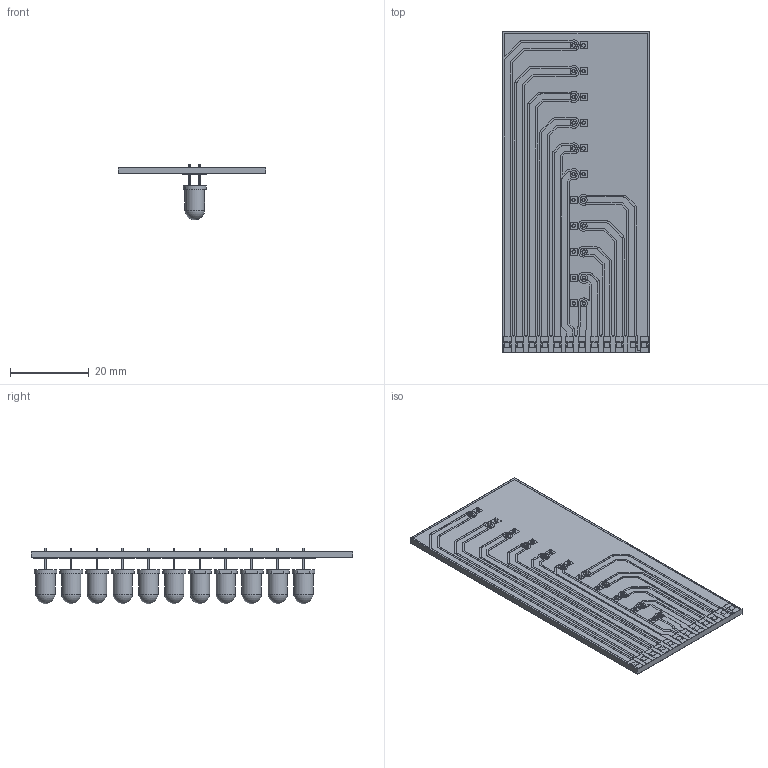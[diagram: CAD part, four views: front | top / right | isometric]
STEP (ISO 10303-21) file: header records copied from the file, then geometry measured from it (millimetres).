
FILE_DESCRIPTION(('KiCad electronic assembly'),'2;1');
FILE_NAME('Water Level Monitor and Control Indicator.step', '2025-11-20T19:37:32',('Pcbnew'),('Kicad'), 'Open CASCADE STEP processor 7.9','KiCad to STEP converter','Unknown' );
FILE_SCHEMA(('AUTOMOTIVE_DESIGN { 1 0 10303 214 1 1 1 1 }'));
Length unit declared in the file: millimetre
Products named in the file (8): Water Level Monitor and Control Indicator 1; LED_D5.0mm; Water Level Monitor and Control_copper; Water Level Monitor and Control_silkscreen; Water Level Monitor and Control_soldermask; Water Level Monitor and Control_PCB
Assembly tree (17 placements, depth 2):
  Water Level Monitor and Control Indicator 1
    LED_D5.0mm  x11
    Water Level Monitor and Control_copper
    Water Level Monitor and Control_silkscreen
    Water Level Monitor and Control_silkscreen
    Water Level Monitor and Control_soldermask
    Water Level Monitor and Control_soldermask
    Water Level Monitor and Control_PCB
Bounding box: 37.55 x 81.72 x 14.1 mm (x, y, z)
Volume: 6509 mm3; surface area: 25459.1 mm2
Topology: 24 solids, 71 shells, 927 faces, 3363 edges, 2599 vertices
Faces by surface type: plane 719, cylinder 197, sphere 11
Full cylindrical faces by diameter (mm): 0.85 x22, 0.9 x44, 1.8 x22, 2.81 x11, 4.9 x11
Entity records: 33050 total; most frequent: CARTESIAN_POINT 6166, DIRECTION 5203, ORIENTED_EDGE 4942, EDGE_CURVE 3012, LINE 2391, VECTOR 2391, VERTEX_POINT 2369, AXIS2_PLACEMENT_3D 1406
